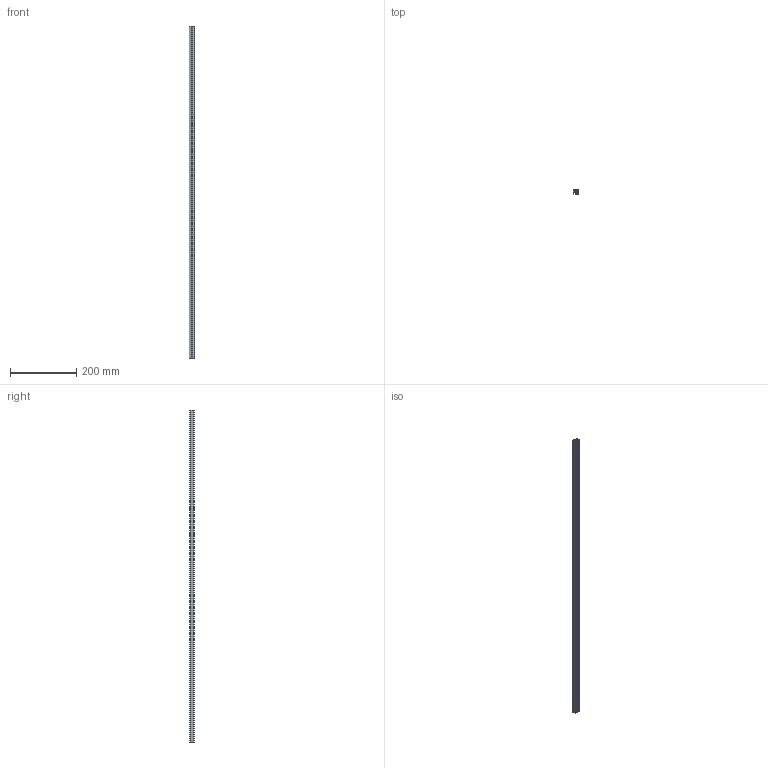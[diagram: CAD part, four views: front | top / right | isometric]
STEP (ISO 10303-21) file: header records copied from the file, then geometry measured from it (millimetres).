
FILE_DESCRIPTION (( 'STEP AP203' ), '1' );
FILE_NAME ('FC-779-3-3.STEP', '2010-12-10T00:45:20', ( ' ' ), ( ' ' ), 'SwSTEP 2.0', 'SolidWorks 2007', '' );
FILE_SCHEMA (( 'CONFIG_CONTROL_DESIGN' ));
Length unit declared in the file: millimetre
Products named in the file (1): FC-779-3-3
Bounding box: 17.5 x 13.5 x 1000 mm (x, y, z)
Volume: 119376 mm3; surface area: 122730.9 mm2
Topology: 1 solids, 1 shells, 51 faces, 147 edges, 98 vertices
Faces by surface type: cylinder 27, plane 24
Entity records: 1776 total; most frequent: DIRECTION 305, CARTESIAN_POINT 297, ORIENTED_EDGE 294, EDGE_CURVE 147, AXIS2_PLACEMENT_3D 106, VERTEX_POINT 98, LINE 93, VECTOR 93
